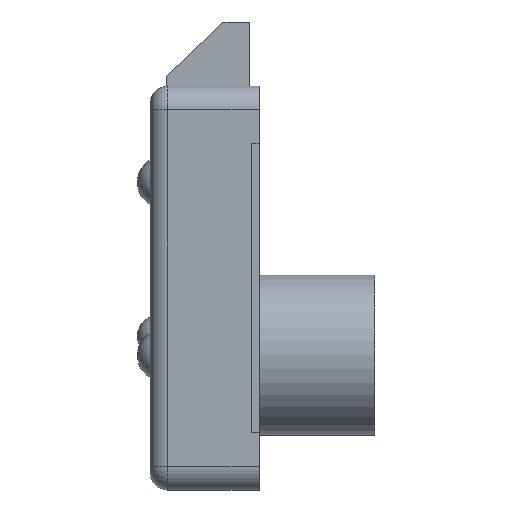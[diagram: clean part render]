
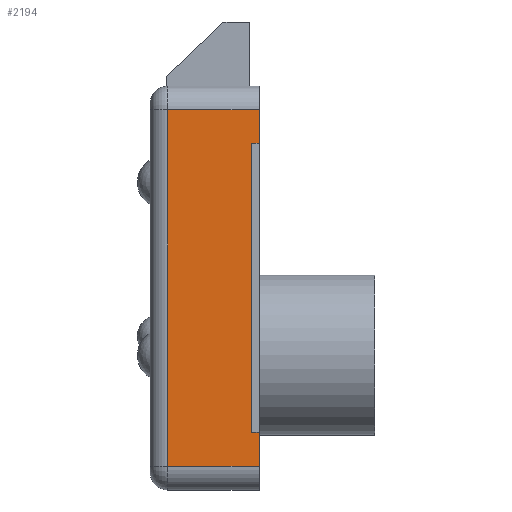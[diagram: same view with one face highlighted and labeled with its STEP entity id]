
A CAD part, front view. The second image highlights one B-rep face of the part: STEP entity #2194.
In plain terms, the highlighted face is planar.
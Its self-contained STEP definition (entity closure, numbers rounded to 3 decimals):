
#782 = VECTOR ( 'NONE', #1428, 1000. ) ;
#805 = VECTOR ( 'NONE', #1332, 1000. ) ;
#815 = VECTOR ( 'NONE', #1318, 1000. ) ;
#822 = VECTOR ( 'NONE', #1304, 1000. ) ;
#829 = LINE ( 'NONE', #1430, #782 ) ;
#847 = LINE ( 'NONE', #1343, #805 ) ;
#851 = LINE ( 'NONE', #1326, #815 ) ;
#859 = LINE ( 'NONE', #1306, #822 ) ;
#861 = LINE ( 'NONE', #1444, #2855 ) ;
#1027 = FACE_OUTER_BOUND ( 'NONE', #3488, .T. ) ;
#1038 = LINE ( 'NONE', #5512, #6638 ) ;
#1040 = LINE ( 'NONE', #5514, #6639 ) ;
#1304 = DIRECTION ( 'NONE',  ( 0., -1., 0. ) ) ;
#1306 = CARTESIAN_POINT ( 'NONE',  ( -27.8, 17., 25. ) ) ;
#1318 = DIRECTION ( 'NONE',  ( 1., 0., 0. ) ) ;
#1326 = CARTESIAN_POINT ( 'NONE',  ( -22.55, 15.8, 25. ) ) ;
#1332 = DIRECTION ( 'NONE',  ( 0., -1., 0. ) ) ;
#1343 = CARTESIAN_POINT ( 'NONE',  ( -22.55, 17., 25. ) ) ;
#1428 = DIRECTION ( 'NONE',  ( 1., 0., 0. ) ) ;
#1430 = CARTESIAN_POINT ( 'NONE',  ( -27.8, 17., 25. ) ) ;
#1440 = DIRECTION ( 'NONE',  ( 1., 0., 0. ) ) ;
#1444 = CARTESIAN_POINT ( 'NONE',  ( -27.8, 2.7, 25. ) ) ;
#1918 = EDGE_CURVE ( 'NONE', #2847, #3106, #829, .T. ) ;
#2037 = EDGE_CURVE ( 'NONE', #3106, #3128, #847, .T. ) ;
#2043 = EDGE_CURVE ( 'NONE', #3128, #2795, #851, .T. ) ;
#2048 = EDGE_CURVE ( 'NONE', #2847, #2823, #859, .T. ) ;
#2051 = EDGE_CURVE ( 'NONE', #2823, #2791, #861, .T. ) ;
#2194 = ADVANCED_FACE ( 'NONE', ( #1027 ), #5501, .F. ) ;
#2197 = EDGE_CURVE ( 'NONE', #3167, #2791, #1038, .T. ) ;
#2198 = EDGE_CURVE ( 'NONE', #2795, #2822, #1040, .T. ) ;
#2791 = VERTEX_POINT ( 'NONE', #5746 ) ;
#2795 = VERTEX_POINT ( 'NONE', #5750 ) ;
#2822 = VERTEX_POINT ( 'NONE', #4966 ) ;
#2823 = VERTEX_POINT ( 'NONE', #4967 ) ;
#2847 = VERTEX_POINT ( 'NONE', #4991 ) ;
#2855 = VECTOR ( 'NONE', #1440, 1000. ) ;
#3106 = VERTEX_POINT ( 'NONE', #4453 ) ;
#3128 = VERTEX_POINT ( 'NONE', #4475 ) ;
#3167 = VERTEX_POINT ( 'NONE', #4514 ) ;
#3488 = EDGE_LOOP ( 'NONE', ( #3647, #3649, #3648, #3651, #3650, #5394, #5393, #5395 ) ) ;
#3647 = ORIENTED_EDGE ( 'NONE', *, *, #2043, .F. ) ;
#3648 = ORIENTED_EDGE ( 'NONE', *, *, #1918, .F. ) ;
#3649 = ORIENTED_EDGE ( 'NONE', *, *, #2037, .F. ) ;
#3650 = ORIENTED_EDGE ( 'NONE', *, *, #2051, .T. ) ;
#3651 = ORIENTED_EDGE ( 'NONE', *, *, #2048, .T. ) ;
#4453 = CARTESIAN_POINT ( 'NONE',  ( -22.55, 17., 25. ) ) ;
#4475 = CARTESIAN_POINT ( 'NONE',  ( -22.55, 15.8, 25. ) ) ;
#4514 = CARTESIAN_POINT ( 'NONE',  ( 27.8, 17., 25. ) ) ;
#4900 = LINE ( 'NONE', #6449, #6669 ) ;
#4966 = CARTESIAN_POINT ( 'NONE',  ( 22.55, 17., 25. ) ) ;
#4967 = CARTESIAN_POINT ( 'NONE',  ( -27.8, 2.7, 25. ) ) ;
#4991 = CARTESIAN_POINT ( 'NONE',  ( -27.8, 17., 25. ) ) ;
#5393 = ORIENTED_EDGE ( 'NONE', *, *, #6937, .F. ) ;
#5394 = ORIENTED_EDGE ( 'NONE', *, *, #2197, .F. ) ;
#5395 = ORIENTED_EDGE ( 'NONE', *, *, #2198, .F. ) ;
#5501 = PLANE ( 'NONE',  #6634 ) ;
#5502 = CARTESIAN_POINT ( 'NONE',  ( -27.8, 17., 25. ) ) ;
#5503 = DIRECTION ( 'NONE',  ( 0., 0., -1. ) ) ;
#5504 = DIRECTION ( 'NONE',  ( -1., 0., 0. ) ) ;
#5512 = CARTESIAN_POINT ( 'NONE',  ( 27.8, 17., 25. ) ) ;
#5513 = DIRECTION ( 'NONE',  ( 0., -1., 0. ) ) ;
#5514 = CARTESIAN_POINT ( 'NONE',  ( 22.55, 17., 25. ) ) ;
#5515 = DIRECTION ( 'NONE',  ( 0., 1., 0. ) ) ;
#5746 = CARTESIAN_POINT ( 'NONE',  ( 27.8, 2.7, 25. ) ) ;
#5750 = CARTESIAN_POINT ( 'NONE',  ( 22.55, 15.8, 25. ) ) ;
#6449 = CARTESIAN_POINT ( 'NONE',  ( -27.8, 17., 25. ) ) ;
#6450 = DIRECTION ( 'NONE',  ( 1., 0., 0. ) ) ;
#6634 = AXIS2_PLACEMENT_3D ( 'NONE', #5502, #5503, #5504 ) ;
#6638 = VECTOR ( 'NONE', #5513, 1000. ) ;
#6639 = VECTOR ( 'NONE', #5515, 1000. ) ;
#6669 = VECTOR ( 'NONE', #6450, 1000. ) ;
#6937 = EDGE_CURVE ( 'NONE', #2822, #3167, #4900, .T. ) ;
